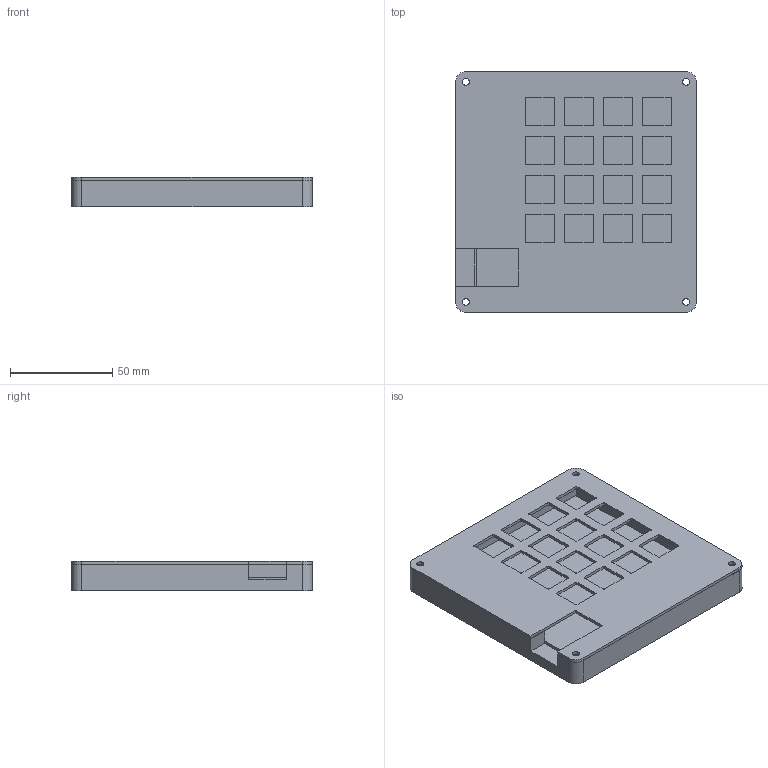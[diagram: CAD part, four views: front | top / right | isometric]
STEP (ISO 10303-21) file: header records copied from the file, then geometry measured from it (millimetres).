
FILE_DESCRIPTION(/* description */ (''),/* implementation_level */ '2;1');
FILE_NAME(/* name */ 'CompleteAssembledCase.step',/* time_stamp */ '2025-02-17T14:43:15+01:00',/* author */ (''),/* organization */ (''),/* preprocessor_version */ 'ST-DEVELOPER v20',/* originating_system */ 'Autodesk Translation Framework v12.20.1.177',/* authorisation */ '');
FILE_SCHEMA (('AUTOMOTIVE_DESIGN { 1 0 10303 214 3 1 1 }'));
Length unit declared in the file: millimetre
Products named in the file (2): hackpadv1; MacroPad
Assembly tree (1 placements, depth 2):
  hackpadv1
    MacroPad
Bounding box: 117.77 x 117.69 x 14.5 mm (x, y, z)
Volume: 124126.1 mm3; surface area: 80741.1 mm2
Topology: 3 solids, 3 shells, 532 faces, 1500 edges, 1000 vertices
Faces by surface type: bspline 242, plane 206, cylinder 84
Full cylindrical faces by diameter (mm): 3.4 x8, 6 x4
Entity records: 19561 total; most frequent: CARTESIAN_POINT 7149, ORIENTED_EDGE 3000, DIRECTION 1770, EDGE_CURVE 1500, VERTEX_POINT 1000, LINE 848, VECTOR 848, EDGE_LOOP 606
